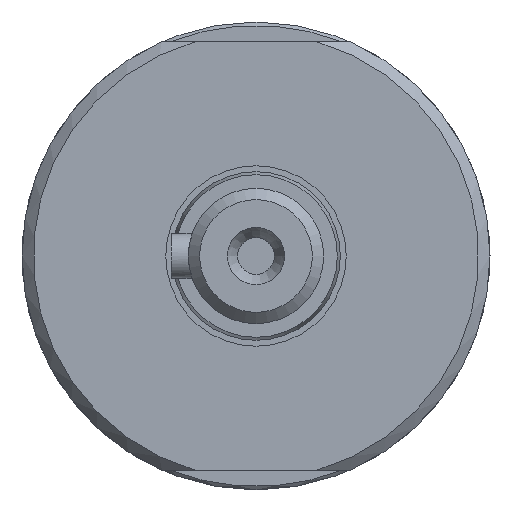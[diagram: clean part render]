
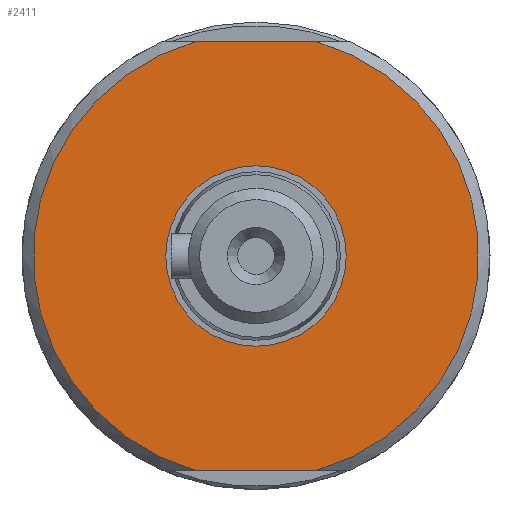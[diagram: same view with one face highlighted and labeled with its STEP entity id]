
A CAD part, left-side view. The second image highlights one B-rep face of the part: STEP entity #2411.
In plain terms, the highlighted planar face has unit normal (-1, 0, 0).
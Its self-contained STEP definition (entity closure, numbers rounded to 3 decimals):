
#62=LINE('',#3476,#283);
#66=LINE('',#3492,#287);
#283=VECTOR('',#2821,10.);
#287=VECTOR('',#2829,10.);
#673=FACE_BOUND('',#841,.T.);
#704=FACE_OUTER_BOUND('',#840,.T.);
#840=EDGE_LOOP('',(#1692,#1693,#1694,#1695));
#841=EDGE_LOOP('',(#1696,#1697));
#988=CIRCLE('',#2580,19.75);
#991=CIRCLE('',#2585,8.);
#992=CIRCLE('',#2586,8.);
#993=CIRCLE('',#2588,19.75);
#1075=VERTEX_POINT('',#3471);
#1076=VERTEX_POINT('',#3475);
#1079=VERTEX_POINT('',#3487);
#1080=VERTEX_POINT('',#3491);
#1083=VERTEX_POINT('',#3506);
#1084=VERTEX_POINT('',#3508);
#1308=EDGE_CURVE('',#1076,#1075,#62,.T.);
#1314=EDGE_CURVE('',#1080,#1079,#66,.T.);
#1317=EDGE_CURVE('',#1076,#1079,#988,.T.);
#1321=EDGE_CURVE('',#1084,#1083,#991,.T.);
#1322=EDGE_CURVE('',#1083,#1084,#992,.T.);
#1323=EDGE_CURVE('',#1080,#1075,#993,.T.);
#1692=ORIENTED_EDGE('',*,*,#1308,.T.);
#1693=ORIENTED_EDGE('',*,*,#1323,.F.);
#1694=ORIENTED_EDGE('',*,*,#1314,.T.);
#1695=ORIENTED_EDGE('',*,*,#1317,.F.);
#1696=ORIENTED_EDGE('',*,*,#1321,.T.);
#1697=ORIENTED_EDGE('',*,*,#1322,.T.);
#2317=PLANE('',#2587);
#2411=ADVANCED_FACE('',(#704,#673),#2317,.T.);
#2580=AXIS2_PLACEMENT_3D('',#3499,#2836,#2837);
#2585=AXIS2_PLACEMENT_3D('',#3509,#2847,#2848);
#2586=AXIS2_PLACEMENT_3D('',#3510,#2849,#2850);
#2587=AXIS2_PLACEMENT_3D('',#3511,#2851,#2852);
#2588=AXIS2_PLACEMENT_3D('',#3512,#2853,#2854);
#2821=DIRECTION('',(0.,-1.,0.));
#2829=DIRECTION('',(0.,1.,0.));
#2836=DIRECTION('center_axis',(1.,0.,0.));
#2837=DIRECTION('ref_axis',(0.,1.,0.));
#2847=DIRECTION('center_axis',(1.,0.,0.));
#2848=DIRECTION('ref_axis',(0.,1.,0.));
#2849=DIRECTION('center_axis',(1.,0.,0.));
#2850=DIRECTION('ref_axis',(0.,1.,0.));
#2851=DIRECTION('center_axis',(-1.,0.,0.));
#2852=DIRECTION('ref_axis',(0.,0.,
1.));
#2853=DIRECTION('center_axis',(1.,0.,0.));
#2854=DIRECTION('ref_axis',(0.,1.,0.));
#3471=CARTESIAN_POINT('',(-85.,-5.391,-19.));
#3475=CARTESIAN_POINT('',(-85.,5.391,-19.));
#3476=CARTESIAN_POINT('',(-85.,1.392,-19.));
#3487=CARTESIAN_POINT('',(-85.,5.391,19.));
#3491=CARTESIAN_POINT('',(-85.,-5.391,19.));
#3492=CARTESIAN_POINT('',(-85.,12.483,19.));
#3499=CARTESIAN_POINT('Origin',(-85.,0.,
0.));
#3506=CARTESIAN_POINT('',(-85.,-8.,0.));
#3508=CARTESIAN_POINT('',(-85.,8.,0.));
#3509=CARTESIAN_POINT('Origin',(-85.,0.,
0.));
#3510=CARTESIAN_POINT('Origin',(-85.,0.,
0.));
#3511=CARTESIAN_POINT('Origin',(-85.,13.875,0.));
#3512=CARTESIAN_POINT('Origin',(-85.,0.,
0.));
